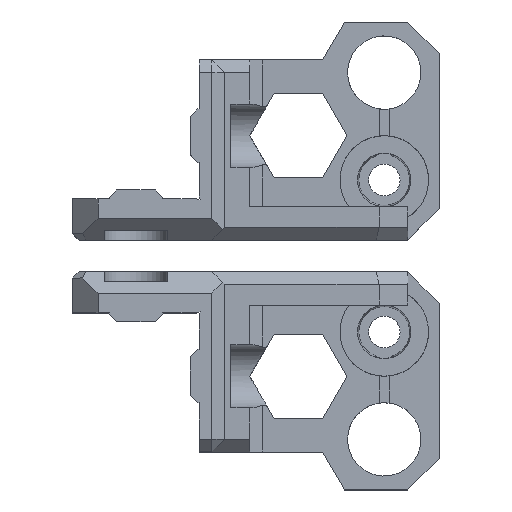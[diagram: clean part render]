
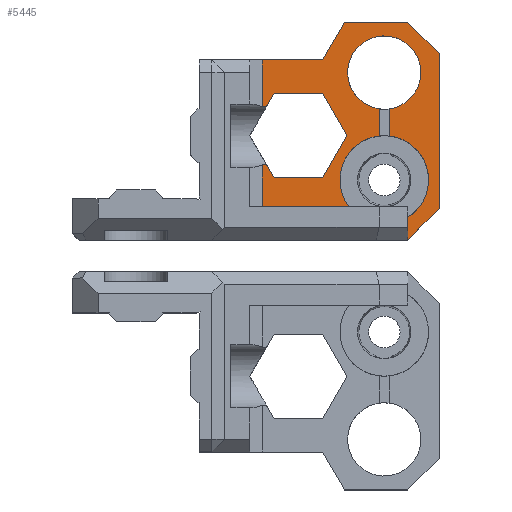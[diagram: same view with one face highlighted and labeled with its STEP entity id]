
A CAD part, top view. The second image highlights one B-rep face of the part: STEP entity #5445.
In plain terms, the highlighted planar face has unit normal (0, 0, 1).
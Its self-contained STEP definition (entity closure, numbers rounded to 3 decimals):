
#126=CIRCLE('',#5825,7.);
#127=CIRCLE('',#5826,5.8);
#128=CIRCLE('',#5827,5.8);
#129=CIRCLE('',#5828,7.);
#301=FACE_OUTER_BOUND('',#617,.T.);
#617=EDGE_LOOP('',(#3951,#3952,#3953,#3954,#3955,#3956,#3957,#3958,#3959,
#3960,#3961,#3962,#3963,#3964,#3965,#3966,#3967,#3968,#3969,#3970,#3971,
#3972,#3973,#3974));
#1000=LINE('',#7889,#1680);
#1003=LINE('',#7894,#1683);
#1005=LINE('',#7898,#1685);
#1071=LINE('',#8290,#1751);
#1074=LINE('',#8297,#1754);
#1079=LINE('',#8312,#1759);
#1082=LINE('',#8318,#1762);
#1083=LINE('',#8325,#1763);
#1084=LINE('',#8328,#1764);
#1085=LINE('',#8330,#1765);
#1086=LINE('',#8332,#1766);
#1087=LINE('',#8334,#1767);
#1088=LINE('',#8336,#1768);
#1089=LINE('',#8338,#1769);
#1090=LINE('',#8339,#1770);
#1091=LINE('',#8341,#1771);
#1092=LINE('',#8343,#1772);
#1093=LINE('',#8344,#1773);
#1094=LINE('',#8346,#1774);
#1095=LINE('',#8347,#1775);
#1680=VECTOR('',#6396,10.);
#1683=VECTOR('',#6401,10.);
#1685=VECTOR('',#6405,10.);
#1751=VECTOR('',#6541,10.);
#1754=VECTOR('',#6546,10.);
#1759=VECTOR('',#6559,10.);
#1762=VECTOR('',#6564,10.);
#1763=VECTOR('',#6571,10.);
#1764=VECTOR('',#6574,10.);
#1765=VECTOR('',#6575,10.);
#1766=VECTOR('',#6576,10.);
#1767=VECTOR('',#6577,10.);
#1768=VECTOR('',#6578,10.);
#1769=VECTOR('',#6579,10.);
#1770=VECTOR('',#6580,10.);
#1771=VECTOR('',#6581,10.);
#1772=VECTOR('',#6582,10.);
#1773=VECTOR('',#6583,10.);
#1774=VECTOR('',#6584,10.);
#1775=VECTOR('',#6585,10.);
#2320=VERTEX_POINT('',#7886);
#2321=VERTEX_POINT('',#7888);
#2322=VERTEX_POINT('',#7892);
#2323=VERTEX_POINT('',#7896);
#2363=VERTEX_POINT('',#7995);
#2395=VERTEX_POINT('',#8287);
#2396=VERTEX_POINT('',#8289);
#2397=VERTEX_POINT('',#8293);
#2399=VERTEX_POINT('',#8296);
#2404=VERTEX_POINT('',#8309);
#2405=VERTEX_POINT('',#8311);
#2407=VERTEX_POINT('',#8317);
#2408=VERTEX_POINT('',#8320);
#2409=VERTEX_POINT('',#8322);
#2410=VERTEX_POINT('',#8324);
#2411=VERTEX_POINT('',#8326);
#2412=VERTEX_POINT('',#8329);
#2413=VERTEX_POINT('',#8331);
#2414=VERTEX_POINT('',#8333);
#2415=VERTEX_POINT('',#8335);
#2416=VERTEX_POINT('',#8337);
#2417=VERTEX_POINT('',#8340);
#2418=VERTEX_POINT('',#8342);
#2419=VERTEX_POINT('',#8345);
#2873=EDGE_CURVE('',#2321,#2320,#1000,.T.);
#2876=EDGE_CURVE('',#2320,#2322,#1003,.T.);
#2878=EDGE_CURVE('',#2322,#2323,#1005,.T.);
#2974=EDGE_CURVE('',#2396,#2395,#1071,.T.);
#2977=EDGE_CURVE('',#2397,#2399,#1074,.T.);
#2984=EDGE_CURVE('',#2404,#2405,#1079,.T.);
#2987=EDGE_CURVE('',#2397,#2407,#1082,.T.);
#2988=EDGE_CURVE('',#2407,#2396,#126,.T.);
#2989=EDGE_CURVE('',#2395,#2408,#127,.T.);
#2990=EDGE_CURVE('',#2408,#2409,#128,.T.);
#2991=EDGE_CURVE('',#2409,#2410,#1083,.T.);
#2992=EDGE_CURVE('',#2410,#2411,#129,.T.);
#2993=EDGE_CURVE('',#2411,#2363,#1084,.T.);
#2994=EDGE_CURVE('',#2412,#2363,#1085,.T.);
#2995=EDGE_CURVE('',#2412,#2413,#1086,.T.);
#2996=EDGE_CURVE('',#2414,#2413,#1087,.T.);
#2997=EDGE_CURVE('',#2414,#2415,#1088,.T.);
#2998=EDGE_CURVE('',#2416,#2415,#1089,.T.);
#2999=EDGE_CURVE('',#2405,#2416,#1090,.T.);
#3000=EDGE_CURVE('',#2404,#2417,#1091,.T.);
#3001=EDGE_CURVE('',#2417,#2418,#1092,.T.);
#3002=EDGE_CURVE('',#2418,#2321,#1093,.T.);
#3003=EDGE_CURVE('',#2323,#2419,#1094,.T.);
#3004=EDGE_CURVE('',#2419,#2399,#1095,.T.);
#3951=ORIENTED_EDGE('',*,*,#2977,.F.);
#3952=ORIENTED_EDGE('',*,*,#2987,.T.);
#3953=ORIENTED_EDGE('',*,*,#2988,.T.);
#3954=ORIENTED_EDGE('',*,*,#2974,.T.);
#3955=ORIENTED_EDGE('',*,*,#2989,.T.);
#3956=ORIENTED_EDGE('',*,*,#2990,.T.);
#3957=ORIENTED_EDGE('',*,*,#2991,.T.);
#3958=ORIENTED_EDGE('',*,*,#2992,.T.);
#3959=ORIENTED_EDGE('',*,*,#2993,.T.);
#3960=ORIENTED_EDGE('',*,*,#2994,.F.);
#3961=ORIENTED_EDGE('',*,*,#2995,.T.);
#3962=ORIENTED_EDGE('',*,*,#2996,.F.);
#3963=ORIENTED_EDGE('',*,*,#2997,.T.);
#3964=ORIENTED_EDGE('',*,*,#2998,.F.);
#3965=ORIENTED_EDGE('',*,*,#2999,.F.);
#3966=ORIENTED_EDGE('',*,*,#2984,.F.);
#3967=ORIENTED_EDGE('',*,*,#3000,.T.);
#3968=ORIENTED_EDGE('',*,*,#3001,.T.);
#3969=ORIENTED_EDGE('',*,*,#3002,.T.);
#3970=ORIENTED_EDGE('',*,*,#2873,.T.);
#3971=ORIENTED_EDGE('',*,*,#2876,.T.);
#3972=ORIENTED_EDGE('',*,*,#2878,.T.);
#3973=ORIENTED_EDGE('',*,*,#3003,.T.);
#3974=ORIENTED_EDGE('',*,*,#3004,.T.);
#5157=PLANE('',#5824);
#5445=ADVANCED_FACE('',(#301),#5157,.T.);
#5824=AXIS2_PLACEMENT_3D('',#8316,#6562,#6563);
#5825=AXIS2_PLACEMENT_3D('',#8319,#6565,#6566);
#5826=AXIS2_PLACEMENT_3D('',#8321,#6567,#6568);
#5827=AXIS2_PLACEMENT_3D('',#8323,#6569,#6570);
#5828=AXIS2_PLACEMENT_3D('',#8327,#6572,#6573);
#6396=DIRECTION('',(0.5,-0.866,0.));
#6401=DIRECTION('',(-0.5,-0.866,0.));
#6405=DIRECTION('',(-1.,0.,0.));
#6541=DIRECTION('',(0.,1.,0.));
#6546=DIRECTION('',(0.,1.,0.));
#6559=DIRECTION('',(0.,1.,0.));
#6562=DIRECTION('center_axis',(0.,0.,1.));
#6563=DIRECTION('ref_axis',(1.,0.,0.));
#6564=DIRECTION('',(1.,0.,0.));
#6565=DIRECTION('center_axis',(0.,0.,-1.));
#6566=DIRECTION('ref_axis',(1.,0.,0.));
#6567=DIRECTION('center_axis',(0.,0.,-1.));
#6568=DIRECTION('ref_axis',(1.,0.,0.));
#6569=DIRECTION('center_axis',(0.,0.,-1.));
#6570=DIRECTION('ref_axis',(1.,0.,0.));
#6571=DIRECTION('',(0.,-1.,0.));
#6572=DIRECTION('center_axis',(0.,0.,-1.));
#6573=DIRECTION('ref_axis',(1.,0.,0.));
#6574=DIRECTION('',(0.,-1.,0.));
#6575=DIRECTION('',(-0.707,-0.707,0.));
#6576=DIRECTION('',(0.,1.,0.));
#6577=DIRECTION('',(0.707,-0.707,0.));
#6578=DIRECTION('',(-1.,0.,0.));
#6579=DIRECTION('',(0.5,0.866,0.));
#6580=DIRECTION('',(1.,0.,0.));
#6581=DIRECTION('',(1.,0.,0.));
#6582=DIRECTION('',(0.5,0.866,0.));
#6583=DIRECTION('',(1.,0.,0.));
#6584=DIRECTION('',(-0.5,0.866,0.));
#6585=DIRECTION('',(-1.,0.,0.));
#7886=CARTESIAN_POINT('',(-5.9,7.,0.));
#7888=CARTESIAN_POINT('',(-9.75,13.668,0.));
#7889=CARTESIAN_POINT('',(-5.9,7.,0.));
#7892=CARTESIAN_POINT('',(-9.75,0.332,0.));
#7894=CARTESIAN_POINT('',(-9.75,0.332,0.));
#7896=CARTESIAN_POINT('',(-17.45,0.332,0.));
#7898=CARTESIAN_POINT('',(-17.45,0.332,0.));
#7995=CARTESIAN_POINT('',(3.7,-9.525,0.));
#8287=CARTESIAN_POINT('',(-0.75,11.249,0.));
#8289=CARTESIAN_POINT('',(-0.75,6.96,0.));
#8290=CARTESIAN_POINT('',(-0.75,3.955,0.));
#8293=CARTESIAN_POINT('',(-19.3,-4.225,0.));
#8296=CARTESIAN_POINT('',(-19.3,2.417,0.));
#8297=CARTESIAN_POINT('',(-19.3,1.756,0.));
#8309=CARTESIAN_POINT('',(-19.3,11.583,0.));
#8311=CARTESIAN_POINT('',(-19.3,19.,0.));
#8312=CARTESIAN_POINT('',(-19.3,1.756,0.));
#8316=CARTESIAN_POINT('Origin',(-20.3,7.738,0.));
#8317=CARTESIAN_POINT('',(-5.581,-4.225,0.));
#8318=CARTESIAN_POINT('',(-8.3,-4.225,0.));
#8319=CARTESIAN_POINT('Origin',(0.,0.,0.));
#8320=CARTESIAN_POINT('',(-5.8,17.,0.));
#8321=CARTESIAN_POINT('Origin',(0.,17.,0.));
#8322=CARTESIAN_POINT('',(0.75,11.249,0.));
#8323=CARTESIAN_POINT('Origin',(0.,17.,0.));
#8324=CARTESIAN_POINT('',(0.75,6.96,0.));
#8325=CARTESIAN_POINT('',(0.75,11.249,0.));
#8326=CARTESIAN_POINT('',(3.7,-5.942,0.));
#8327=CARTESIAN_POINT('Origin',(0.,0.,0.));
#8328=CARTESIAN_POINT('',(3.7,-0.894,0.));
#8329=CARTESIAN_POINT('',(8.7,-4.525,0.));
#8330=CARTESIAN_POINT('',(3.266,-9.959,0.));
#8331=CARTESIAN_POINT('',(8.7,20.,0.));
#8332=CARTESIAN_POINT('',(8.7,-9.525,0.));
#8333=CARTESIAN_POINT('',(3.7,25.,0.));
#8334=CARTESIAN_POINT('',(3.266,25.434,0.));
#8335=CARTESIAN_POINT('',(-6.286,25.,0.));
#8336=CARTESIAN_POINT('',(8.7,25.,0.));
#8337=CARTESIAN_POINT('',(-9.75,19.,0.));
#8338=CARTESIAN_POINT('',(-9.75,19.,0.));
#8339=CARTESIAN_POINT('',(-29.3,19.,0.));
#8340=CARTESIAN_POINT('',(-18.654,11.583,0.));
#8341=CARTESIAN_POINT('',(-21.3,11.583,0.));
#8342=CARTESIAN_POINT('',(-17.45,13.668,0.));
#8343=CARTESIAN_POINT('',(-17.45,13.668,0.));
#8344=CARTESIAN_POINT('',(-9.75,13.668,0.));
#8345=CARTESIAN_POINT('',(-18.654,2.417,0.));
#8346=CARTESIAN_POINT('',(-21.3,7.,0.));
#8347=CARTESIAN_POINT('',(-21.3,2.417,0.));
